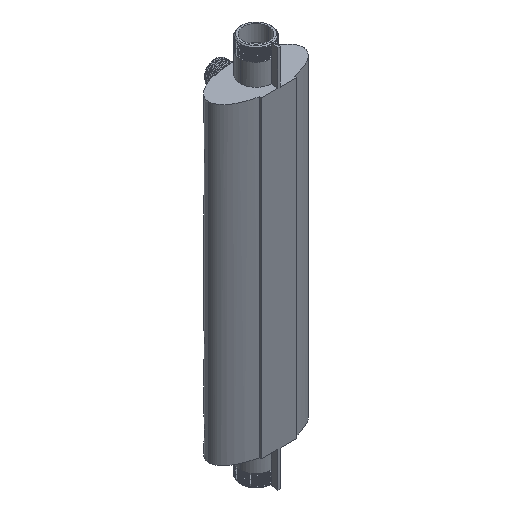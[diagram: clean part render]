
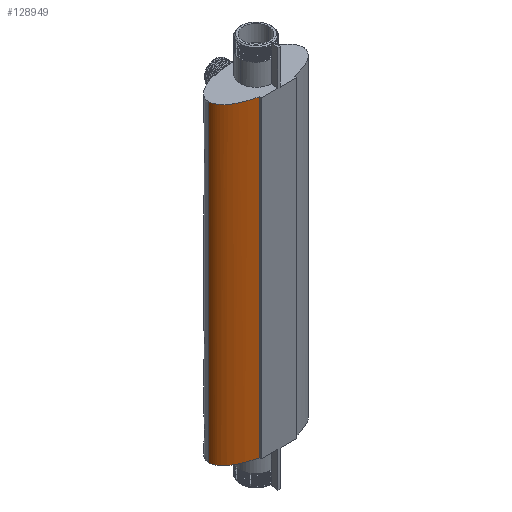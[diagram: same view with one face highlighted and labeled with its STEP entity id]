
A CAD part, isometric view. The second image highlights one B-rep face of the part: STEP entity #128949.
In plain terms, the highlighted free-form (B-spline) face has degree [3, 1] with [9, 2] control points.
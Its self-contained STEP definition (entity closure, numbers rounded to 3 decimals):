
#1256 = LINE ( 'NONE', #59696, #114805 ) ;
#2910 = CARTESIAN_POINT ( 'NONE',  ( 20., -29.728, -65. ) ) ;
#2964 = FACE_OUTER_BOUND ( 'NONE', #99660, .T. ) ;
#5690 = VERTEX_POINT ( 'NONE', #130638 ) ;
#8618 = CARTESIAN_POINT ( 'NONE',  ( -16.924, -12.931, 379.159 ) ) ;
#11452 = VECTOR ( 'NONE', #97037, 1000. ) ;
#16401 = CARTESIAN_POINT ( 'NONE',  ( 11.834, -28.177, -65. ) ) ;
#21637 = B_SPLINE_CURVE_WITH_KNOTS ( 'NONE', 3,
 ( #183070, #39268, #94922, #8618, #181155, #110247, #139938, #168677, #37367 ),
 .UNSPECIFIED., .F., .F.,
 ( 4, 1, 1, 1, 1, 1, 4 ),
 ( 3.142, 3.338, 3.534, 3.731, 3.927, 4.32, 4.324 ),
 .UNSPECIFIED. ) ;
#27964 = CARTESIAN_POINT ( 'NONE',  ( 19.917, -29.713, 379.159 ) ) ;
#31511 = EDGE_CURVE ( 'NONE', #36119, #5690, #21637, .T. ) ;
#31710 = CARTESIAN_POINT ( 'NONE',  ( -22., -2.245, -65. ) ) ;
#36119 = VERTEX_POINT ( 'NONE', #50635 ) ;
#37334 = CARTESIAN_POINT ( 'NONE',  ( -22., 0., -65. ) ) ;
#37367 = CARTESIAN_POINT ( 'NONE',  ( 20., -29.728, 379.159 ) ) ;
#39268 = CARTESIAN_POINT ( 'NONE',  ( -22., -2.245, 379.159 ) ) ;
#45234 = ORIENTED_EDGE ( 'NONE', *, *, #100605, .T. ) ;
#50635 = CARTESIAN_POINT ( 'NONE',  ( -22., 0., 379.159 ) ) ;
#54530 = EDGE_CURVE ( 'NONE', #167101, #5690, #1256, .T. ) ;
#55628 = VERTEX_POINT ( 'NONE', #184874 ) ;
#58625 = CARTESIAN_POINT ( 'NONE',  ( -10.52, -18.442, 379.159 ) ) ;
#59696 = CARTESIAN_POINT ( 'NONE',  ( 20., -29.728, 132.033 ) ) ;
#61421 = CARTESIAN_POINT ( 'NONE',  ( 20., -29.728, -65. ) ) ;
#65967 = B_SPLINE_SURFACE_WITH_KNOTS ( 'NONE', 3, 1, ( 
 ( #134284, #61421 ),
 ( #27964, #145867 ),
 ( #104596, #16401 ),
 ( #119922, #188994 ),
 ( #58625, #73023 ),
 ( #144920, #161172 ),
 ( #117123, #131495 ),
 ( #102718, #31710 ),
 ( #133339, #160220 ) ),
 .UNSPECIFIED., .F., .F., .F.,
 ( 4, 1, 1, 1, 1, 1, 4 ),
 ( 2, 2 ),
 ( 1.959, 1.963, 2.356, 2.553, 2.749, 2.945, 3.142 ),
 ( 0., 1. ),
 .UNSPECIFIED. ) ;
#67705 = ORIENTED_EDGE ( 'NONE', *, *, #31511, .F. ) ;
#73023 = CARTESIAN_POINT ( 'NONE',  ( -10.52, -18.442, -65. ) ) ;
#83327 = CARTESIAN_POINT ( 'NONE',  ( 20., -29.728, -65. ) ) ;
#84544 = CARTESIAN_POINT ( 'NONE',  ( -22., 0., -63. ) ) ;
#94887 = CARTESIAN_POINT ( 'NONE',  ( 0.72, -24.757, -65. ) ) ;
#94922 = CARTESIAN_POINT ( 'NONE',  ( -21.029, -6.734, 379.159 ) ) ;
#97037 = DIRECTION ( 'NONE',  ( 0., 0., -1. ) ) ;
#99660 = EDGE_LOOP ( 'NONE', ( #67705, #45234, #114446, #111703 ) ) ;
#100605 = EDGE_CURVE ( 'NONE', #36119, #55628, #111409, .T. ) ;
#102718 = CARTESIAN_POINT ( 'NONE',  ( -22., -2.245, 379.159 ) ) ;
#104596 = CARTESIAN_POINT ( 'NONE',  ( 11.834, -28.177, 379.159 ) ) ;
#110212 = CARTESIAN_POINT ( 'NONE',  ( -10.52, -18.442, -65. ) ) ;
#110247 = CARTESIAN_POINT ( 'NONE',  ( 0.72, -24.757, 379.159 ) ) ;
#111409 = LINE ( 'NONE', #84544, #11452 ) ;
#111516 = EDGE_CURVE ( 'NONE', #167101, #55628, #127285, .T. ) ;
#111703 = ORIENTED_EDGE ( 'NONE', *, *, #54530, .T. ) ;
#112097 = CARTESIAN_POINT ( 'NONE',  ( 11.834, -28.177, -65. ) ) ;
#114446 = ORIENTED_EDGE ( 'NONE', *, *, #111516, .F. ) ;
#114805 = VECTOR ( 'NONE', #175690, 1000. ) ;
#117123 = CARTESIAN_POINT ( 'NONE',  ( -21.029, -6.734, 379.159 ) ) ;
#119922 = CARTESIAN_POINT ( 'NONE',  ( 0.72, -24.757, 379.159 ) ) ;
#127285 = B_SPLINE_CURVE_WITH_KNOTS ( 'NONE', 3,
 ( #83327, #167699, #112097, #94887, #110212, #140852, #183035, #168642, #37334 ),
 .UNSPECIFIED., .F., .F.,
 ( 4, 1, 1, 1, 1, 1, 4 ),
 ( 1.959, 1.963, 2.356, 2.553, 2.749, 2.945, 3.142 ),
 .UNSPECIFIED. ) ;
#128949 = ADVANCED_FACE ( 'NONE', ( #2964 ), #65967, .T. ) ;
#130638 = CARTESIAN_POINT ( 'NONE',  ( 20., -29.728, 379.159 ) ) ;
#131495 = CARTESIAN_POINT ( 'NONE',  ( -21.029, -6.734, -65. ) ) ;
#133339 = CARTESIAN_POINT ( 'NONE',  ( -22., 0., 379.159 ) ) ;
#134284 = CARTESIAN_POINT ( 'NONE',  ( 20., -29.728, 379.159 ) ) ;
#139938 = CARTESIAN_POINT ( 'NONE',  ( 11.834, -28.177, 379.159 ) ) ;
#140852 = CARTESIAN_POINT ( 'NONE',  ( -16.924, -12.931, -65. ) ) ;
#144920 = CARTESIAN_POINT ( 'NONE',  ( -16.924, -12.931, 379.159 ) ) ;
#145867 = CARTESIAN_POINT ( 'NONE',  ( 19.917, -29.713, -65. ) ) ;
#160220 = CARTESIAN_POINT ( 'NONE',  ( -22., 0., -65. ) ) ;
#161172 = CARTESIAN_POINT ( 'NONE',  ( -16.924, -12.931, -65. ) ) ;
#167101 = VERTEX_POINT ( 'NONE', #2910 ) ;
#167699 = CARTESIAN_POINT ( 'NONE',  ( 19.917, -29.713, -65. ) ) ;
#168642 = CARTESIAN_POINT ( 'NONE',  ( -22., -2.245, -65. ) ) ;
#168677 = CARTESIAN_POINT ( 'NONE',  ( 19.917, -29.713, 379.159 ) ) ;
#175690 = DIRECTION ( 'NONE',  ( 0., 0., 1. ) ) ;
#181155 = CARTESIAN_POINT ( 'NONE',  ( -10.52, -18.442, 379.159 ) ) ;
#183035 = CARTESIAN_POINT ( 'NONE',  ( -21.029, -6.734, -65. ) ) ;
#183070 = CARTESIAN_POINT ( 'NONE',  ( -22., 0., 379.159 ) ) ;
#184874 = CARTESIAN_POINT ( 'NONE',  ( -22., 0., -65. ) ) ;
#188994 = CARTESIAN_POINT ( 'NONE',  ( 0.72, -24.757, -65. ) ) ;
